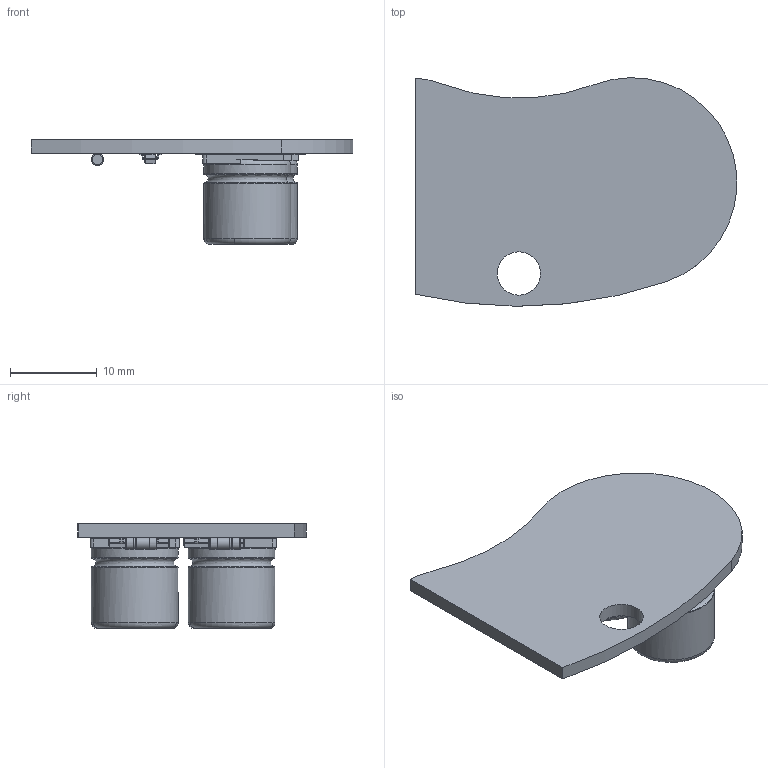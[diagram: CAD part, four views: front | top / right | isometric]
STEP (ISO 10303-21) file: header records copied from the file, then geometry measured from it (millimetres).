
FILE_DESCRIPTION(('FreeCAD Model'),'2;1');
FILE_NAME('Open CASCADE Shape Model','2022-02-10T13:14:14',('Author'),( ''),'Open CASCADE STEP processor 7.5','FreeCAD','Unknown');
FILE_SCHEMA(('AUTOMOTIVE_DESIGN_CC2 { 1 2 10303 214 -1 1 5 4 }'));
Length unit declared in the file: millimetre
Products named in the file (8): Gleichrichter_Fernlicht; Board_Geoms_96b; Pcb_96b; Step_Models_96b; Bot_96b; C1_CP_Elec_10x105_509557f2df9b; Q4_SOT_23_db67c2e524e7; D2_D_MiniMELF_Standard_877587056aee
Assembly tree (12 placements, depth 4):
  Gleichrichter_Fernlicht
    Board_Geoms_96b
      Pcb_96b
    Step_Models_96b
      Bot_96b
        C1_CP_Elec_10x105_509557f2df9b  x2
        Q4_SOT_23_db67c2e524e7  x4
        D2_D_MiniMELF_Standard_877587056aee  x2
Bounding box: 37.05 x 26.35 x 12.1 mm (x, y, z)
Volume: 2977.9 mm3; surface area: 3170.2 mm2
Topology: 9 solids, 9 shells, 420 faces, 982 edges, 590 vertices
Faces by surface type: plane 211, bspline 112, cylinder 83, torus 8, revolution 6
Full cylindrical faces by diameter (mm): 1.35 x4, 1.4 x6, 5 x1, 10 x4
Entity records: 5093 total; most frequent: CARTESIAN_POINT 952, ORIENTED_EDGE 640, DIRECTION 603, EDGE_CURVE 320, LINE 204, VECTOR 204, AXIS2_PLACEMENT_3D 198, VERTEX_POINT 195
